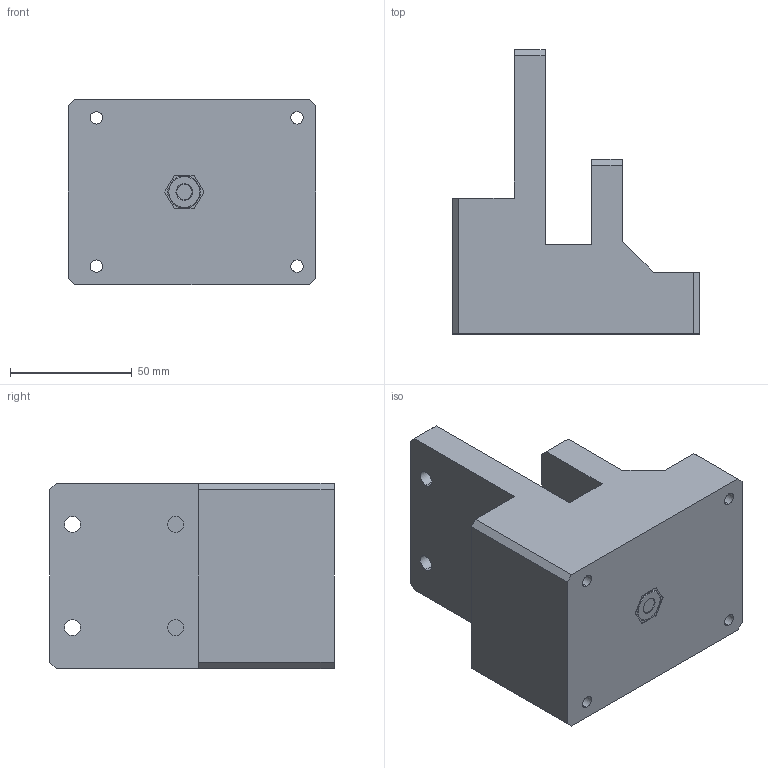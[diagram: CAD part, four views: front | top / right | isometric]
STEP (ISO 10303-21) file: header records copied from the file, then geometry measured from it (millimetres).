
FILE_DESCRIPTION (( 'STEP AP203' ), '1' );
FILE_NAME ('SAX-MT5000-R1-4.6.STEP', '2021-07-19T18:56:12', ( '' ), ( '' ), 'SwSTEP 2.0', 'SolidWorks 2021', '' );
FILE_SCHEMA (( 'CONFIG_CONTROL_DESIGN' ));
Length unit declared in the file: inch
Products named in the file (1): SAX-MT5000-R1-4.6
Bounding box: 101.61 x 116.84 x 76.2 mm (x, y, z)
Volume: 403233.5 mm3; surface area: 51824.3 mm2
Topology: 1 solids, 1 shells, 88 faces, 218 edges, 138 vertices
Faces by surface type: plane 48, cylinder 21, cone 19
Entity records: 2779 total; most frequent: CARTESIAN_POINT 556, DIRECTION 446, ORIENTED_EDGE 436, EDGE_CURVE 218, AXIS2_PLACEMENT_3D 158, VERTEX_POINT 138, VECTOR 130, LINE 130
